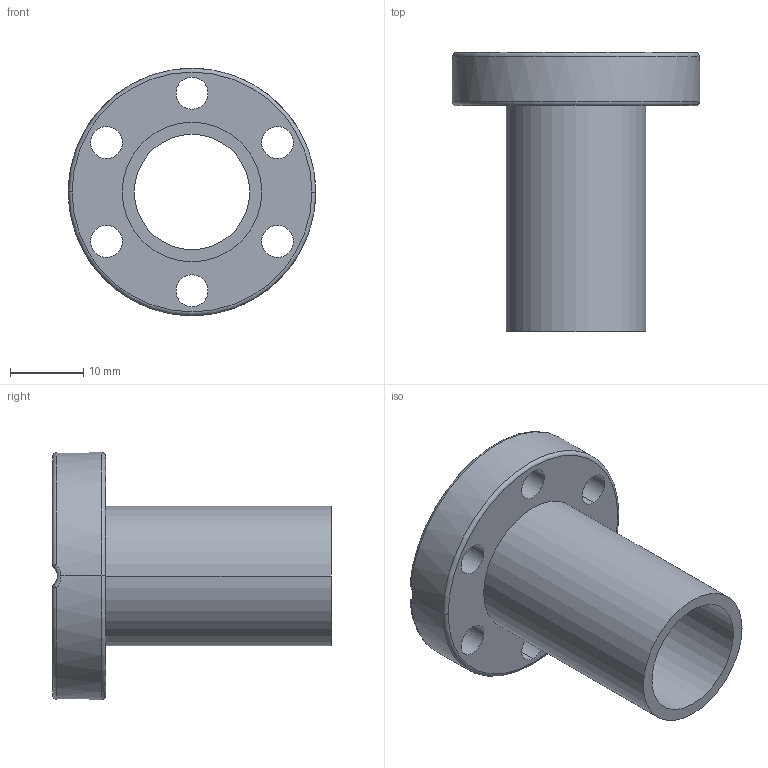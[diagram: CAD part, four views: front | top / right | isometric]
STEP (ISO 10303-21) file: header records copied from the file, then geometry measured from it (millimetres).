
FILE_DESCRIPTION (( 'STEP AP203' ), '1' );
FILE_NAME ('P102200.step', '2014-09-25T01:47:48', ( 'Rick' ), ( 'Microsoft' ), 'SwSTEP 2.0', 'SolidWorks 2014', '' );
FILE_SCHEMA (( 'CONFIG_CONTROL_DESIGN' ));
Length unit declared in the file: inch
Products named in the file (1): P102200
Bounding box: 33.78 x 38.1 x 33.78 mm (x, y, z)
Volume: 6992.8 mm3; surface area: 6321.4 mm2
Topology: 1 solids, 1 shells, 56 faces, 134 edges, 74 vertices
Faces by surface type: cylinder 30, sphere 8, torus 6, plane 6, bspline 4, cone 2
Entity records: 1897 total; most frequent: CARTESIAN_POINT 511, DIRECTION 304, ORIENTED_EDGE 252, AXIS2_PLACEMENT_3D 135, EDGE_CURVE 126, CIRCLE 82, VERTEX_POINT 74, EDGE_LOOP 72
